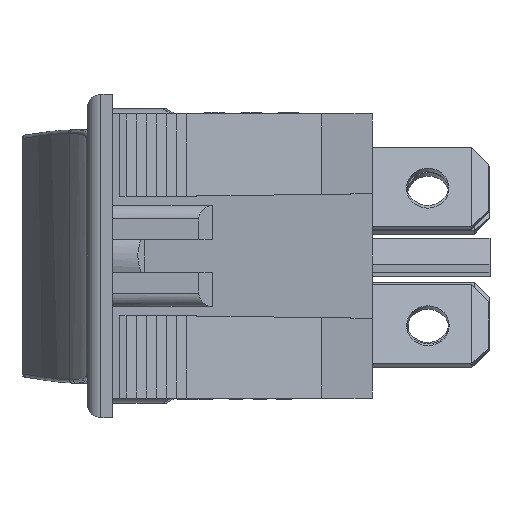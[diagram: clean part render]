
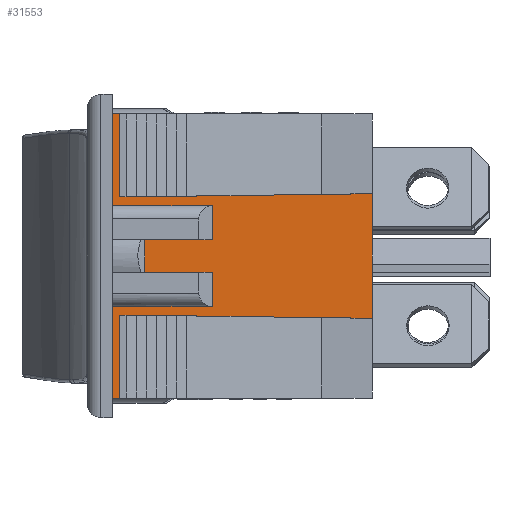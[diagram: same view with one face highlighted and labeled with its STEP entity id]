
A CAD part, left-side view. The second image highlights one B-rep face of the part: STEP entity #31553.
In plain terms, the highlighted planar face has unit normal (-1, 0, 0).
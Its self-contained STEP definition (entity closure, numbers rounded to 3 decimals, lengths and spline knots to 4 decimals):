
#2452=FACE_OUTER_BOUND('',#4125,.T.);
#4125=EDGE_LOOP('',(#22958,#22959,#22960,#22961,#22962,#22963,#22964,#22965,
#22966,#22967,#22968,#22969,#22970,#22971,#22972,#22973,#22974,#22975));
#5486=LINE('',#41142,#8841);
#6688=LINE('',#50314,#10043);
#6689=LINE('',#50316,#10044);
#6690=LINE('',#50318,#10045);
#6691=LINE('',#50320,#10046);
#6692=LINE('',#50322,#10047);
#6693=LINE('',#50324,#10048);
#6694=LINE('',#50326,#10049);
#6695=LINE('',#50328,#10050);
#6696=LINE('',#50330,#10051);
#6697=LINE('',#50332,#10052);
#6698=LINE('',#50334,#10053);
#6699=LINE('',#50336,#10054);
#6700=LINE('',#50338,#10055);
#6701=LINE('',#50340,#10056);
#6702=LINE('',#50341,#10057);
#6703=LINE('',#50343,#10058);
#6704=LINE('',#50344,#10059);
#8841=VECTOR('',#34657,0.37);
#10043=VECTOR('',#37015,0.4104);
#10044=VECTOR('',#37016,0.175);
#10045=VECTOR('',#37017,0.272);
#10046=VECTOR('',#37018,0.296);
#10047=VECTOR('',#37019,0.101);
#10048=VECTOR('',#37020,0.201);
#10049=VECTOR('',#37021,0.098);
#10050=VECTOR('',#37022,0.201);
#10051=VECTOR('',#37023,0.101);
#10052=VECTOR('',#37024,0.296);
#10053=VECTOR('',#37025,0.272);
#10054=VECTOR('',#37026,0.175);
#10055=VECTOR('',#37027,0.4104);
#10056=VECTOR('',#37028,0.2394);
#10057=VECTOR('',#37029,0.1856);
#10058=VECTOR('',#37030,0.1856);
#10059=VECTOR('',#37031,0.2394);
#12132=VERTEX_POINT('',#41139);
#12133=VERTEX_POINT('',#41141);
#13151=VERTEX_POINT('',#50312);
#13152=VERTEX_POINT('',#50313);
#13153=VERTEX_POINT('',#50315);
#13154=VERTEX_POINT('',#50317);
#13155=VERTEX_POINT('',#50319);
#13156=VERTEX_POINT('',#50321);
#13157=VERTEX_POINT('',#50323);
#13158=VERTEX_POINT('',#50325);
#13159=VERTEX_POINT('',#50327);
#13160=VERTEX_POINT('',#50329);
#13161=VERTEX_POINT('',#50331);
#13162=VERTEX_POINT('',#50333);
#13163=VERTEX_POINT('',#50335);
#13164=VERTEX_POINT('',#50337);
#13165=VERTEX_POINT('',#50339);
#13166=VERTEX_POINT('',#50342);
#15149=EDGE_CURVE('',#12133,#12132,#5486,.T.);
#16722=EDGE_CURVE('',#13151,#13152,#6688,.T.);
#16723=EDGE_CURVE('',#13153,#13151,#6689,.T.);
#16724=EDGE_CURVE('',#13154,#13153,#6690,.T.);
#16725=EDGE_CURVE('',#13155,#13154,#6691,.T.);
#16726=EDGE_CURVE('',#13156,#13155,#6692,.T.);
#16727=EDGE_CURVE('',#13156,#13157,#6693,.T.);
#16728=EDGE_CURVE('',#13158,#13157,#6694,.T.);
#16729=EDGE_CURVE('',#13159,#13158,#6695,.T.);
#16730=EDGE_CURVE('',#13160,#13159,#6696,.T.);
#16731=EDGE_CURVE('',#13160,#13161,#6697,.T.);
#16732=EDGE_CURVE('',#13162,#13161,#6698,.T.);
#16733=EDGE_CURVE('',#13162,#13163,#6699,.T.);
#16734=EDGE_CURVE('',#13163,#13164,#6700,.T.);
#16735=EDGE_CURVE('',#13164,#13165,#6701,.T.);
#16736=EDGE_CURVE('',#13165,#12133,#6702,.T.);
#16737=EDGE_CURVE('',#12132,#13166,#6703,.T.);
#16738=EDGE_CURVE('',#13166,#13152,#6704,.T.);
#22958=ORIENTED_EDGE('',*,*,#16722,.F.);
#22959=ORIENTED_EDGE('',*,*,#16723,.F.);
#22960=ORIENTED_EDGE('',*,*,#16724,.F.);
#22961=ORIENTED_EDGE('',*,*,#16725,.F.);
#22962=ORIENTED_EDGE('',*,*,#16726,.F.);
#22963=ORIENTED_EDGE('',*,*,#16727,.T.);
#22964=ORIENTED_EDGE('',*,*,#16728,.F.);
#22965=ORIENTED_EDGE('',*,*,#16729,.F.);
#22966=ORIENTED_EDGE('',*,*,#16730,.F.);
#22967=ORIENTED_EDGE('',*,*,#16731,.T.);
#22968=ORIENTED_EDGE('',*,*,#16732,.F.);
#22969=ORIENTED_EDGE('',*,*,#16733,.T.);
#22970=ORIENTED_EDGE('',*,*,#16734,.T.);
#22971=ORIENTED_EDGE('',*,*,#16735,.T.);
#22972=ORIENTED_EDGE('',*,*,#16736,.T.);
#22973=ORIENTED_EDGE('',*,*,#15149,.T.);
#22974=ORIENTED_EDGE('',*,*,#16737,.T.);
#22975=ORIENTED_EDGE('',*,*,#16738,.T.);
#28645=PLANE('',#33270);
#31553=ADVANCED_FACE('',(#2452),#28645,.T.);
#33270=AXIS2_PLACEMENT_3D('',#50311,#37013,#37014);
#34657=DIRECTION('',(0.,0.,1.));
#37013=DIRECTION('center_axis',(-1.,0.,0.));
#37014=DIRECTION('ref_axis',(0.,0.,1.));
#37015=DIRECTION('',(0.,-1.,0.));
#37016=DIRECTION('',(0.,-1.,0.));
#37017=DIRECTION('',(0.,0.,1.));
#37018=DIRECTION('',(0.,1.,0.));
#37019=DIRECTION('',(0.,0.,1.));
#37020=DIRECTION('',(0.,1.,0.));
#37021=DIRECTION('',(0.,0.,1.));
#37022=DIRECTION('',(0.,1.,0.));
#37023=DIRECTION('',(0.,0.,1.));
#37024=DIRECTION('',(0.,1.,0.));
#37025=DIRECTION('',(0.,0.,1.));
#37026=DIRECTION('',(0.,-1.,0.));
#37027=DIRECTION('',(0.,-1.,0.));
#37028=DIRECTION('',(0.,0.,1.));
#37029=DIRECTION('',(0.,-1.,-0.013));
#37030=DIRECTION('',(0.,1.,-0.013));
#37031=DIRECTION('',(0.,0.,1.));
#41139=CARTESIAN_POINT('',(-1.9649,0.7389,0.185));
#41141=CARTESIAN_POINT('',(-1.9649,0.7389,-0.185));
#41142=CARTESIAN_POINT('',(-1.9649,0.7389,-0.185));
#50311=CARTESIAN_POINT('Origin',(-1.9649,0.7389,-0.422));
#50312=CARTESIAN_POINT('',(-1.9649,1.3349,0.422));
#50313=CARTESIAN_POINT('',(-1.9649,0.9245,0.422));
#50314=CARTESIAN_POINT('',(-1.9649,1.3349,0.422));
#50315=CARTESIAN_POINT('',(-1.9649,1.5099,0.422));
#50316=CARTESIAN_POINT('',(-1.9649,1.5099,0.422));
#50317=CARTESIAN_POINT('',(-1.9649,1.5099,0.15));
#50318=CARTESIAN_POINT('',(-1.9649,1.5099,0.15));
#50319=CARTESIAN_POINT('',(-1.9649,1.2139,0.15));
#50320=CARTESIAN_POINT('',(-1.9649,1.2139,0.15));
#50321=CARTESIAN_POINT('',(-1.9649,1.2139,0.049));
#50322=CARTESIAN_POINT('',(-1.9649,1.2139,0.049));
#50323=CARTESIAN_POINT('',(-1.9649,1.4149,0.049));
#50324=CARTESIAN_POINT('',(-1.9649,1.2139,0.049));
#50325=CARTESIAN_POINT('',(-1.9649,1.4149,-0.049));
#50326=CARTESIAN_POINT('',(-1.9649,1.4149,-0.049));
#50327=CARTESIAN_POINT('',(-1.9649,1.2139,-0.049));
#50328=CARTESIAN_POINT('',(-1.9649,1.2139,-0.049));
#50329=CARTESIAN_POINT('',(-1.9649,1.2139,-0.15));
#50330=CARTESIAN_POINT('',(-1.9649,1.2139,-0.15));
#50331=CARTESIAN_POINT('',(-1.9649,1.5099,-0.15));
#50332=CARTESIAN_POINT('',(-1.9649,1.2139,-0.15));
#50333=CARTESIAN_POINT('',(-1.9649,1.5099,-0.422));
#50334=CARTESIAN_POINT('',(-1.9649,1.5099,-0.422));
#50335=CARTESIAN_POINT('',(-1.9649,1.3349,-0.422));
#50336=CARTESIAN_POINT('',(-1.9649,1.5099,-0.422));
#50337=CARTESIAN_POINT('',(-1.9649,0.9245,-0.422));
#50338=CARTESIAN_POINT('',(-1.9649,1.3349,-0.422));
#50339=CARTESIAN_POINT('',(-1.9649,0.9245,-0.1826));
#50340=CARTESIAN_POINT('',(-1.9649,0.9245,-0.422));
#50341=CARTESIAN_POINT('',(-1.9649,0.9245,-0.1826));
#50342=CARTESIAN_POINT('',(-1.9649,0.9245,0.1826));
#50343=CARTESIAN_POINT('',(-1.9649,0.7389,0.185));
#50344=CARTESIAN_POINT('',(-1.9649,0.9245,0.1826));
